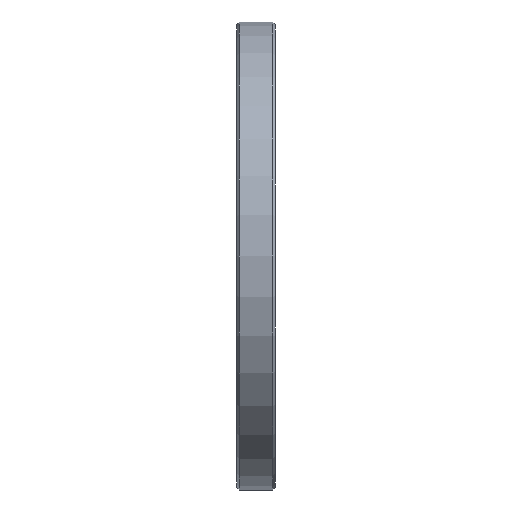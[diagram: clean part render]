
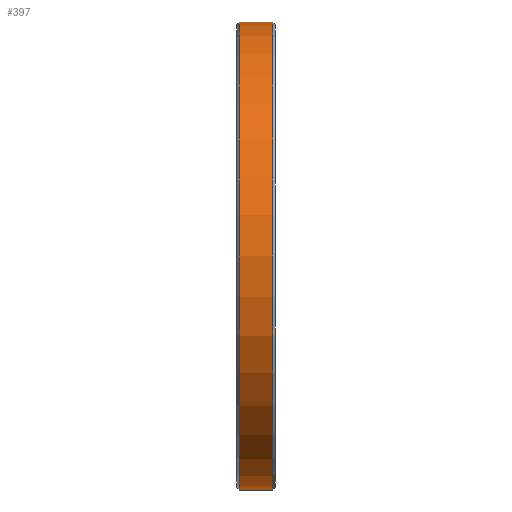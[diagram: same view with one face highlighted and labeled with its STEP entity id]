
A CAD part, front view. The second image highlights one B-rep face of the part: STEP entity #397.
In plain terms, the highlighted cylindrical face has radius 72.5 mm (diameter 145 mm), a partial arc.
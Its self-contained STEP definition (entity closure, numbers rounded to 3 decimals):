
#6 = LINE ( 'NONE', #520, #17 ) ;
#17 = VECTOR ( 'NONE', #549, 1000. ) ;
#67 = CARTESIAN_POINT ( 'NONE',  ( 145.376, 92.935, 72.5 ) ) ;
#181 = DIRECTION ( 'NONE',  ( 0., 0., 1. ) ) ;
#183 = DIRECTION ( 'NONE',  ( -1., 0., 0. ) ) ;
#187 = CARTESIAN_POINT ( 'NONE',  ( 131.126, 92.935, 0. ) ) ;
#206 = CARTESIAN_POINT ( 'NONE',  ( 145.376, 92.935, -72.5 ) ) ;
#265 = CIRCLE ( 'NONE', #402, 72.5 ) ;
#291 = EDGE_CURVE ( 'NONE', #1134, #539, #6, .T. ) ;
#321 = VERTEX_POINT ( 'NONE', #423 ) ;
#327 = DIRECTION ( 'NONE',  ( -1., 0., 0. ) ) ;
#333 = DIRECTION ( 'NONE',  ( 0., 0., -1. ) ) ;
#385 = FACE_OUTER_BOUND ( 'NONE', #452, .T. ) ;
#393 = ORIENTED_EDGE ( 'NONE', *, *, #521, .T. ) ;
#397 = ADVANCED_FACE ( 'NONE', ( #385 ), #573, .T. ) ;
#402 = AXIS2_PLACEMENT_3D ( 'NONE', #773, #783, #523 ) ;
#423 = CARTESIAN_POINT ( 'NONE',  ( 134.876, 92.935, 72.5 ) ) ;
#452 = EDGE_LOOP ( 'NONE', ( #721, #393, #655, #853 ) ) ;
#496 = VERTEX_POINT ( 'NONE', #67 ) ;
#501 = LINE ( 'NONE', #1025, #586 ) ;
#520 = CARTESIAN_POINT ( 'NONE',  ( 131.126, 92.935, -72.5 ) ) ;
#521 = EDGE_CURVE ( 'NONE', #1134, #496, #265, .T. ) ;
#523 = DIRECTION ( 'NONE',  ( 0., 0., 1. ) ) ;
#539 = VERTEX_POINT ( 'NONE', #702 ) ;
#549 = DIRECTION ( 'NONE',  ( -1., 0., 0. ) ) ;
#573 = CYLINDRICAL_SURFACE ( 'NONE', #927, 72.5 ) ;
#583 = EDGE_CURVE ( 'NONE', #496, #321, #501, .T. ) ;
#586 = VECTOR ( 'NONE', #327, 1000. ) ;
#614 = AXIS2_PLACEMENT_3D ( 'NONE', #950, #687, #333 ) ;
#648 = EDGE_CURVE ( 'NONE', #321, #539, #656, .T. ) ;
#655 = ORIENTED_EDGE ( 'NONE', *, *, #583, .T. ) ;
#656 = CIRCLE ( 'NONE', #614, 72.5 ) ;
#687 = DIRECTION ( 'NONE',  ( 1., 0., 0. ) ) ;
#702 = CARTESIAN_POINT ( 'NONE',  ( 134.876, 92.935, -72.5 ) ) ;
#721 = ORIENTED_EDGE ( 'NONE', *, *, #291, .F. ) ;
#773 = CARTESIAN_POINT ( 'NONE',  ( 145.376, 92.935, 0. ) ) ;
#783 = DIRECTION ( 'NONE',  ( -1., 0., 0. ) ) ;
#853 = ORIENTED_EDGE ( 'NONE', *, *, #648, .T. ) ;
#927 = AXIS2_PLACEMENT_3D ( 'NONE', #187, #183, #181 ) ;
#950 = CARTESIAN_POINT ( 'NONE',  ( 134.876, 92.935, 0. ) ) ;
#1025 = CARTESIAN_POINT ( 'NONE',  ( 131.126, 92.935, 72.5 ) ) ;
#1134 = VERTEX_POINT ( 'NONE', #206 ) ;
